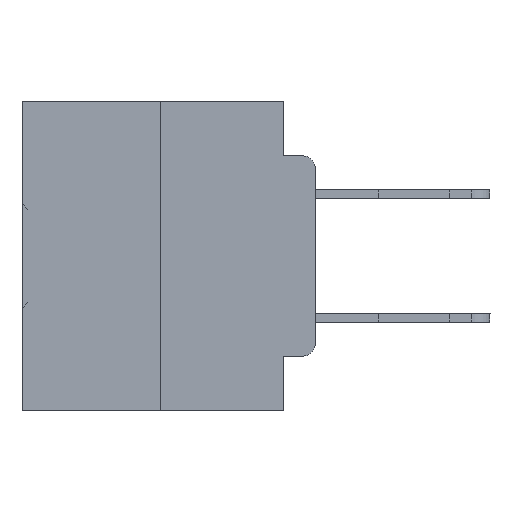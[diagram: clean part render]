
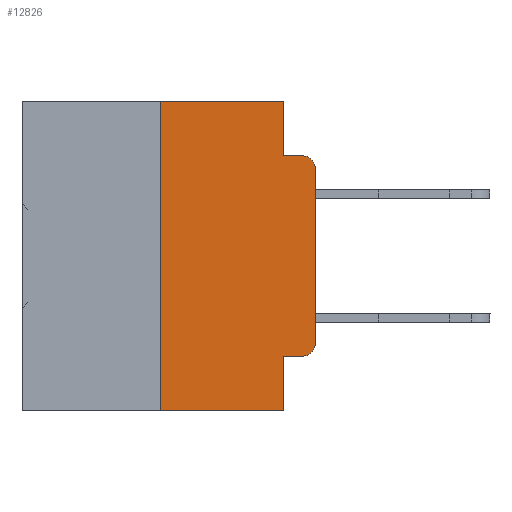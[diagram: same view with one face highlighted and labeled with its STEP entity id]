
A CAD part, left-side view. The second image highlights one B-rep face of the part: STEP entity #12826.
In plain terms, the highlighted planar face has unit normal (-1, 0, 0).
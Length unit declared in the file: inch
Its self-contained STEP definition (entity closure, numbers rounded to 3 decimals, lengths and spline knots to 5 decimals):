
#149 = LINE ( 'NONE', #11919, #8903 ) ;
#847 = DIRECTION ( 'NONE',  ( 0., 0., -1. ) ) ;
#851 = CIRCLE ( 'NONE', #24679, 0.02 ) ;
#1399 = DIRECTION ( 'NONE',  ( 0., -1., 0. ) ) ;
#1489 = CARTESIAN_POINT ( 'NONE',  ( 0., 0., -0.3915 ) ) ;
#1556 = DIRECTION ( 'NONE',  ( 0., -1., 0. ) ) ;
#3339 = VECTOR ( 'NONE', #5024, 39.37008 ) ;
#3680 = CARTESIAN_POINT ( 'NONE',  ( 0., 0.473, 0. ) ) ;
#4054 = VECTOR ( 'NONE', #14198, 39.37008 ) ;
#4235 = CARTESIAN_POINT ( 'NONE',  ( 0., 0.473, 0. ) ) ;
#5024 = DIRECTION ( 'NONE',  ( 0., 0., 1. ) ) ;
#5294 = VECTOR ( 'NONE', #6695, 39.37008 ) ;
#5751 = CARTESIAN_POINT ( 'NONE',  ( 0., 0.051, -0.5 ) ) ;
#6065 = EDGE_CURVE ( 'NONE', #21185, #27704, #26101, .T. ) ;
#6578 = ORIENTED_EDGE ( 'NONE', *, *, #29489, .T. ) ;
#6695 = DIRECTION ( 'NONE',  ( 0., -1., 0. ) ) ;
#6776 = CARTESIAN_POINT ( 'NONE',  ( 0., 0.25, -0.5 ) ) ;
#8187 = ORIENTED_EDGE ( 'NONE', *, *, #21233, .F. ) ;
#8510 = EDGE_CURVE ( 'NONE', #27704, #22163, #22964, .T. ) ;
#8903 = VECTOR ( 'NONE', #1399, 39.37008 ) ;
#9408 = DIRECTION ( 'NONE',  ( 1., 0., 0. ) ) ;
#9587 = DIRECTION ( 'NONE',  ( -1., 0., 0. ) ) ;
#10280 = LINE ( 'NONE', #29616, #29467 ) ;
#10353 = EDGE_CURVE ( 'NONE', #23158, #30800, #28984, .T. ) ;
#10992 = ORIENTED_EDGE ( 'NONE', *, *, #15958, .F. ) ;
#11522 = CARTESIAN_POINT ( 'NONE',  ( 0., 0.25, 0. ) ) ;
#11550 = VERTEX_POINT ( 'NONE', #12035 ) ;
#11919 = CARTESIAN_POINT ( 'NONE',  ( 0., 0.051, -0.4115 ) ) ;
#12035 = CARTESIAN_POINT ( 'NONE',  ( 0., 0.02, -0.0885 ) ) ;
#12377 = DIRECTION ( 'NONE',  ( 0., 0., 1. ) ) ;
#12422 = DIRECTION ( 'NONE',  ( 0., 0., -1. ) ) ;
#12826 = ADVANCED_FACE ( 'NONE', ( #32348 ), #20031, .F. ) ;
#12926 = VECTOR ( 'NONE', #12377, 39.37008 ) ;
#13807 = ORIENTED_EDGE ( 'NONE', *, *, #32455, .T. ) ;
#14198 = DIRECTION ( 'NONE',  ( 0., -1., 0. ) ) ;
#14972 = DIRECTION ( 'NONE',  ( 0., 0., -1. ) ) ;
#15028 = ORIENTED_EDGE ( 'NONE', *, *, #8510, .T. ) ;
#15312 = EDGE_CURVE ( 'NONE', #23158, #21185, #149, .T. ) ;
#15958 = EDGE_CURVE ( 'NONE', #16003, #27543, #28100, .T. ) ;
#16003 = VERTEX_POINT ( 'NONE', #11522 ) ;
#16294 = CARTESIAN_POINT ( 'NONE',  ( 0., 0.02, -0.4115 ) ) ;
#16776 = VECTOR ( 'NONE', #14972, 39.37008 ) ;
#17004 = CARTESIAN_POINT ( 'NONE',  ( 0., 0.051, 0. ) ) ;
#17526 = ORIENTED_EDGE ( 'NONE', *, *, #29182, .F. ) ;
#17763 = CARTESIAN_POINT ( 'NONE',  ( 0., 0.02, -0.3915 ) ) ;
#18203 = LINE ( 'NONE', #32719, #3339 ) ;
#20031 = PLANE ( 'NONE',  #25996 ) ;
#21185 = VERTEX_POINT ( 'NONE', #16294 ) ;
#21233 = EDGE_CURVE ( 'NONE', #27543, #28888, #28060, .T. ) ;
#21612 = CARTESIAN_POINT ( 'NONE',  ( 0., 0.02, -0.1085 ) ) ;
#22163 = VERTEX_POINT ( 'NONE', #29042 ) ;
#22750 = DIRECTION ( 'NONE',  ( 0., 0., -1. ) ) ;
#22964 = LINE ( 'NONE', #26066, #12926 ) ;
#23158 = VERTEX_POINT ( 'NONE', #30579 ) ;
#23706 = VECTOR ( 'NONE', #22750, 39.37008 ) ;
#24201 = EDGE_CURVE ( 'NONE', #29812, #16003, #18203, .T. ) ;
#24537 = LINE ( 'NONE', #31969, #5294 ) ;
#24679 = AXIS2_PLACEMENT_3D ( 'NONE', #21612, #27247, #24797 ) ;
#24797 = DIRECTION ( 'NONE',  ( 0., 0., -1. ) ) ;
#25156 = AXIS2_PLACEMENT_3D ( 'NONE', #17763, #9587, #12422 ) ;
#25794 = CARTESIAN_POINT ( 'NONE',  ( 0., 0.051, 0. ) ) ;
#25996 = AXIS2_PLACEMENT_3D ( 'NONE', #3680, #9408, #847 ) ;
#26066 = CARTESIAN_POINT ( 'NONE',  ( 0., 0., 0. ) ) ;
#26101 = CIRCLE ( 'NONE', #25156, 0.02 ) ;
#26552 = ORIENTED_EDGE ( 'NONE', *, *, #6065, .T. ) ;
#27202 = ORIENTED_EDGE ( 'NONE', *, *, #24201, .F. ) ;
#27247 = DIRECTION ( 'NONE',  ( -1., 0., 0. ) ) ;
#27543 = VERTEX_POINT ( 'NONE', #25794 ) ;
#27704 = VERTEX_POINT ( 'NONE', #1489 ) ;
#28060 = LINE ( 'NONE', #17004, #23706 ) ;
#28100 = LINE ( 'NONE', #4235, #4054 ) ;
#28888 = VERTEX_POINT ( 'NONE', #33372 ) ;
#28984 = LINE ( 'NONE', #31703, #16776 ) ;
#29042 = CARTESIAN_POINT ( 'NONE',  ( 0., 0., -0.1085 ) ) ;
#29103 = ORIENTED_EDGE ( 'NONE', *, *, #10353, .F. ) ;
#29182 = EDGE_CURVE ( 'NONE', #28888, #11550, #24537, .T. ) ;
#29467 = VECTOR ( 'NONE', #1556, 39.37008 ) ;
#29489 = EDGE_CURVE ( 'NONE', #22163, #11550, #851, .T. ) ;
#29616 = CARTESIAN_POINT ( 'NONE',  ( 0., 0.473, -0.5 ) ) ;
#29812 = VERTEX_POINT ( 'NONE', #6776 ) ;
#30579 = CARTESIAN_POINT ( 'NONE',  ( 0., 0.051, -0.4115 ) ) ;
#30800 = VERTEX_POINT ( 'NONE', #5751 ) ;
#31703 = CARTESIAN_POINT ( 'NONE',  ( 0., 0.051, 0. ) ) ;
#31928 = EDGE_LOOP ( 'NONE', ( #15028, #6578, #17526, #8187, #10992, #27202, #13807, #29103, #32970, #26552 ) ) ;
#31969 = CARTESIAN_POINT ( 'NONE',  ( 0., 0.051, -0.0885 ) ) ;
#32348 = FACE_OUTER_BOUND ( 'NONE', #31928, .T. ) ;
#32455 = EDGE_CURVE ( 'NONE', #29812, #30800, #10280, .T. ) ;
#32719 = CARTESIAN_POINT ( 'NONE',  ( 0., 0.25, 0. ) ) ;
#32970 = ORIENTED_EDGE ( 'NONE', *, *, #15312, .T. ) ;
#33372 = CARTESIAN_POINT ( 'NONE',  ( 0., 0.051, -0.0885 ) ) ;
